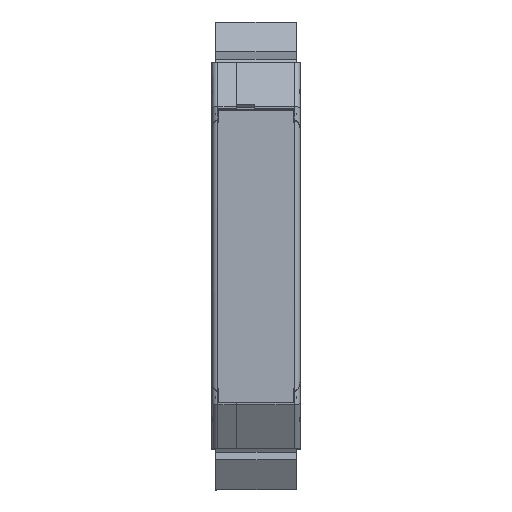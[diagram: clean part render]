
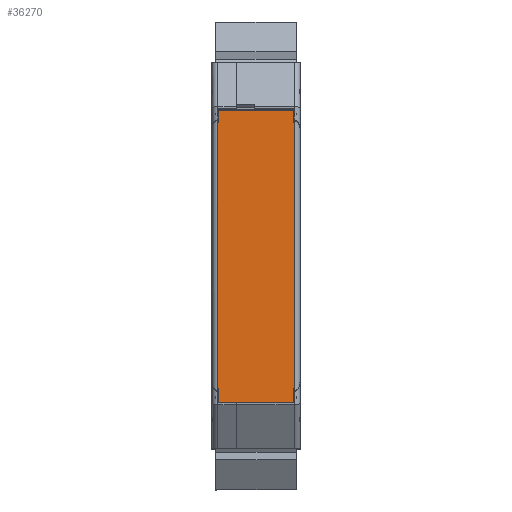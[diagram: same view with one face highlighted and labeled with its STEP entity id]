
A CAD part, top view. The second image highlights one B-rep face of the part: STEP entity #36270.
In plain terms, the highlighted face is planar.
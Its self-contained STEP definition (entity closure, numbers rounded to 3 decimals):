
#3771=VERTEX_POINT('',#53186);
#3772=VERTEX_POINT('',#53188);
#3790=VERTEX_POINT('',#53229);
#3796=VERTEX_POINT('',#53241);
#3803=VERTEX_POINT('',#53270);
#3805=VERTEX_POINT('',#53276);
#3811=VERTEX_POINT('',#53291);
#3812=VERTEX_POINT('',#53292);
#3813=VERTEX_POINT('',#53294);
#3814=VERTEX_POINT('',#53296);
#3815=VERTEX_POINT('',#53298);
#3816=VERTEX_POINT('',#53300);
#7836=VECTOR('',#43308,1.);
#7855=VECTOR('',#43344,1.);
#7866=VECTOR('',#43372,1.);
#7868=VECTOR('',#43378,1.);
#7873=VECTOR('',#43389,1.);
#7874=VECTOR('',#43390,1.);
#7875=VECTOR('',#43391,1.);
#7876=VECTOR('',#43392,1.);
#7877=VECTOR('',#43393,1.);
#7878=VECTOR('',#43394,1.);
#7879=VECTOR('',#43395,1.);
#7880=VECTOR('',#43396,1.);
#12282=LINE('',#53187,#7836);
#12301=LINE('',#53242,#7855);
#12312=LINE('',#53269,#7866);
#12314=LINE('',#53275,#7868);
#12319=LINE('',#53290,#7873);
#12320=LINE('',#53293,#7874);
#12321=LINE('',#53295,#7875);
#12322=LINE('',#53297,#7876);
#12323=LINE('',#53299,#7877);
#12324=LINE('',#53301,#7878);
#12325=LINE('',#53302,#7879);
#12326=LINE('',#53303,#7880);
#16938=EDGE_CURVE('',#3772,#3771,#12282,.T.);
#16963=EDGE_CURVE('',#3796,#3790,#12301,.T.);
#16977=EDGE_CURVE('',#3803,#3790,#12312,.T.);
#16980=EDGE_CURVE('',#3805,#3772,#12314,.T.);
#16987=EDGE_CURVE('',#3811,#3812,#12319,.T.);
#16988=EDGE_CURVE('',#3813,#3812,#12320,.T.);
#16989=EDGE_CURVE('',#3813,#3814,#12321,.T.);
#16990=EDGE_CURVE('',#3815,#3814,#12322,.T.);
#16991=EDGE_CURVE('',#3815,#3816,#12323,.T.);
#16992=EDGE_CURVE('',#3803,#3816,#12324,.T.);
#16993=EDGE_CURVE('',#3796,#3805,#12325,.T.);
#16994=EDGE_CURVE('',#3771,#3811,#12326,.T.);
#24473=ORIENTED_EDGE('',*,*,#16987,.T.);
#24474=ORIENTED_EDGE('',*,*,#16988,.F.);
#24475=ORIENTED_EDGE('',*,*,#16989,.T.);
#24476=ORIENTED_EDGE('',*,*,#16990,.F.);
#24477=ORIENTED_EDGE('',*,*,#16991,.T.);
#24478=ORIENTED_EDGE('',*,*,#16992,.F.);
#24479=ORIENTED_EDGE('',*,*,#16977,.T.);
#24480=ORIENTED_EDGE('',*,*,#16963,.F.);
#24481=ORIENTED_EDGE('',*,*,#16993,.T.);
#24482=ORIENTED_EDGE('',*,*,#16980,.T.);
#24483=ORIENTED_EDGE('',*,*,#16938,.T.);
#24484=ORIENTED_EDGE('',*,*,#16994,.T.);
#31862=EDGE_LOOP('',(#24473,#24474,#24475,#24476,#24477,#24478,#24479,#24480,
#24481,#24482,#24483,#24484));
#34077=FACE_BOUND('',#31862,.T.);
#36270=ADVANCED_FACE('',(#34077),#61025,.T.);
#38462=AXIS2_PLACEMENT_3D('',#53289,#43388,$);
#43308=DIRECTION('',(0.,0.,-1.));
#43344=DIRECTION('',(-1.,0.,0.));
#43372=DIRECTION('',(0.,0.,1.));
#43378=DIRECTION('',(1.,0.,0.));
#43388=DIRECTION('',(0.,1.,0.));
#43389=DIRECTION('',(0.,0.,-1.));
#43390=DIRECTION('',(1.,0.,0.));
#43391=DIRECTION('',(0.,0.,-1.));
#43392=DIRECTION('',(1.,0.,0.));
#43393=DIRECTION('',(0.,0.,1.));
#43394=DIRECTION('',(1.,0.,0.));
#43395=DIRECTION('',(0.,0.,1.));
#43396=DIRECTION('',(1.,0.,0.));
#53186=CARTESIAN_POINT('',(34.6,114.5,7.15));
#53187=CARTESIAN_POINT('',(34.6,114.5,7.3));
#53188=CARTESIAN_POINT('',(34.6,114.5,7.3));
#53229=CARTESIAN_POINT('',(-37.2,114.5,7.15));
#53241=CARTESIAN_POINT('',(-34.6,114.5,7.15));
#53242=CARTESIAN_POINT('',(-34.6,114.5,7.15));
#53269=CARTESIAN_POINT('',(-37.2,114.5,-12.15));
#53270=CARTESIAN_POINT('',(-37.2,114.5,-12.15));
#53275=CARTESIAN_POINT('',(-34.6,114.5,7.3));
#53276=CARTESIAN_POINT('',(-34.6,114.5,7.3));
#53289=CARTESIAN_POINT('',(-37.2,114.5,-10.772));
#53290=CARTESIAN_POINT('',(37.5,114.5,7.15));
#53291=CARTESIAN_POINT('',(37.5,114.5,7.15));
#53292=CARTESIAN_POINT('',(37.5,114.5,-12.15));
#53293=CARTESIAN_POINT('',(34.6,114.5,-12.15));
#53294=CARTESIAN_POINT('',(34.6,114.5,-12.15));
#53295=CARTESIAN_POINT('',(34.6,114.5,-12.15));
#53296=CARTESIAN_POINT('',(34.6,114.5,-12.3));
#53297=CARTESIAN_POINT('',(-34.6,114.5,-12.3));
#53298=CARTESIAN_POINT('',(-34.6,114.5,-12.3));
#53299=CARTESIAN_POINT('',(-34.6,114.5,-12.3));
#53300=CARTESIAN_POINT('',(-34.6,114.5,-12.15));
#53301=CARTESIAN_POINT('',(-37.2,114.5,-12.15));
#53302=CARTESIAN_POINT('',(-34.6,114.5,7.15));
#53303=CARTESIAN_POINT('',(34.6,114.5,7.15));
#61025=PLANE('',#38462);
